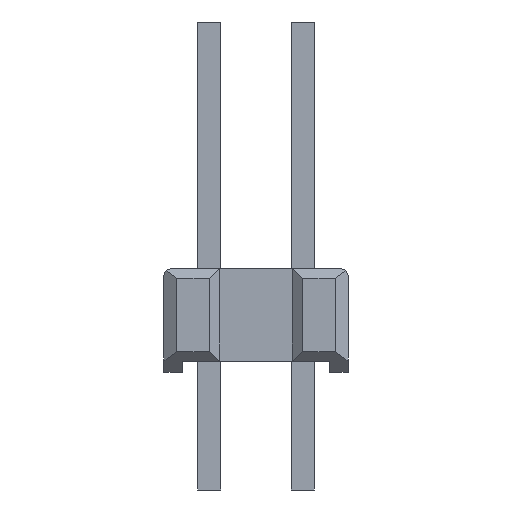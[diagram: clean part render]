
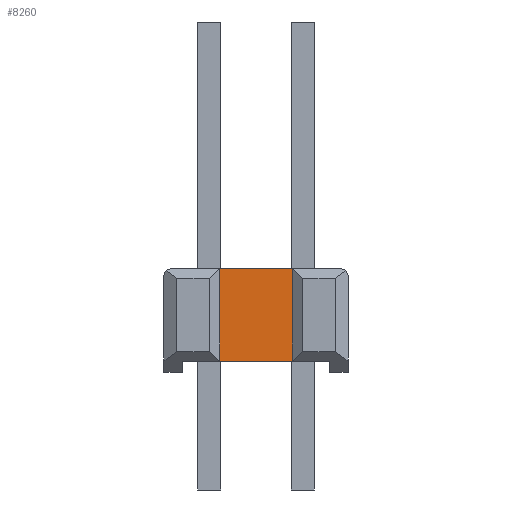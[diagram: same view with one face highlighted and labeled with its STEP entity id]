
A CAD part, left-side view. The second image highlights one B-rep face of the part: STEP entity #8260.
In plain terms, the highlighted planar face has unit normal (-1, 0, 0).
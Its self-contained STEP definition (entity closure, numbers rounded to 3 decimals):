
#166=DIRECTION('',(0.,0.,-1.));
#167=VECTOR('',#166,2.5);
#168=CARTESIAN_POINT('',(-11.18,0.977,0.));
#169=LINE('',#168,#167);
#970=DIRECTION('',(0.,1.,0.));
#971=VECTOR('',#970,1.954);
#972=CARTESIAN_POINT('',(-11.18,-0.977,0.));
#973=LINE('',#972,#971);
#1594=DIRECTION('',(0.,1.,0.));
#1595=VECTOR('',#1594,1.954);
#1596=CARTESIAN_POINT('',(-11.18,-0.977,-2.5));
#1597=LINE('',#1596,#1595);
#2774=DIRECTION('',(0.,0.,-1.));
#2775=VECTOR('',#2774,2.5);
#2776=CARTESIAN_POINT('',(-11.18,-0.977,0.));
#2777=LINE('',#2776,#2775);
#4524=CARTESIAN_POINT('',(-11.18,-0.977,-2.5));
#4525=CARTESIAN_POINT('',(-11.18,0.977,-2.5));
#4526=VERTEX_POINT('',#4524);
#4527=VERTEX_POINT('',#4525);
#4528=CARTESIAN_POINT('',(-11.18,-0.977,0.));
#4529=CARTESIAN_POINT('',(-11.18,0.977,0.));
#4530=VERTEX_POINT('',#4528);
#4531=VERTEX_POINT('',#4529);
#8249=CARTESIAN_POINT('',(-11.18,-0.977,0.));
#8250=DIRECTION('',(1.,0.,0.));
#8251=DIRECTION('',(0.,1.,0.));
#8252=AXIS2_PLACEMENT_3D('',#8249,#8250,#8251);
#8253=PLANE('',#8252);
#8254=ORIENTED_EDGE('',*,*,#6875,.T.);
#8255=ORIENTED_EDGE('',*,*,#5112,.F.);
#8256=ORIENTED_EDGE('',*,*,#6180,.F.);
#8257=ORIENTED_EDGE('',*,*,#5160,.T.);
#8258=EDGE_LOOP('',(#8254,#8255,#8256,#8257));
#8259=FACE_OUTER_BOUND('',#8258,.F.);
#5112=EDGE_CURVE('',#4531,#4527,#169,.T.);
#5160=EDGE_CURVE('',#4530,#4526,#2777,.T.);
#6180=EDGE_CURVE('',#4530,#4531,#973,.T.);
#6875=EDGE_CURVE('',#4526,#4527,#1597,.T.);
#8260=ADVANCED_FACE('',(#8259),#8253,.F.);
